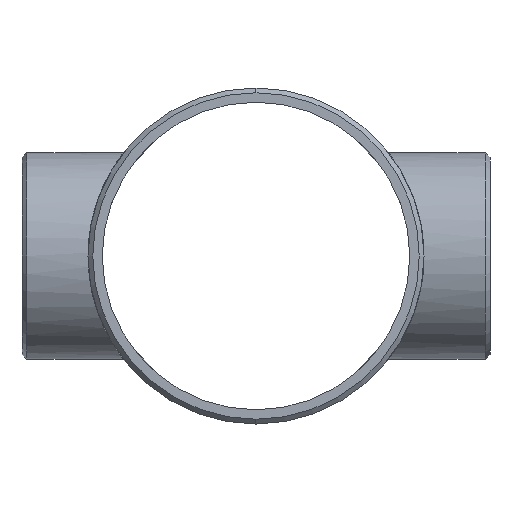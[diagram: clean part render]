
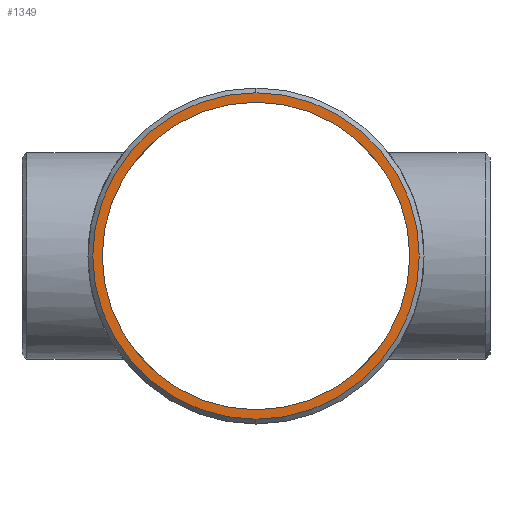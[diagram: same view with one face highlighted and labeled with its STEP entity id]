
A CAD part, left-side view. The second image highlights one B-rep face of the part: STEP entity #1349.
In plain terms, the highlighted planar face has unit normal (-1, 0, 0).
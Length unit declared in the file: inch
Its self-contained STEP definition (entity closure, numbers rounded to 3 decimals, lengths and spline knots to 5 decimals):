
#70 = EDGE_CURVE ( 'NONE', #1343, #647, #110, .T. ) ;
#83 = ORIENTED_EDGE ( 'NONE', *, *, #911, .T. ) ;
#110 = CIRCLE ( 'NONE', #1107, 6.406 ) ;
#115 = DIRECTION ( 'NONE',  ( -1., 0., 0. ) ) ;
#145 = DIRECTION ( 'NONE',  ( 0., 0., 1. ) ) ;
#148 = CARTESIAN_POINT ( 'NONE',  ( -11., 0., 6.802 ) ) ;
#156 = ORIENTED_EDGE ( 'NONE', *, *, #448, .T. ) ;
#168 = AXIS2_PLACEMENT_3D ( 'NONE', #697, #115, #1079 ) ;
#192 = DIRECTION ( 'NONE',  ( 0., 0., 1. ) ) ;
#206 = DIRECTION ( 'NONE',  ( 1., 0., 0. ) ) ;
#228 = PLANE ( 'NONE',  #168 ) ;
#236 = AXIS2_PLACEMENT_3D ( 'NONE', #436, #547, #1382 ) ;
#341 = FACE_BOUND ( 'NONE', #1049, .T. ) ;
#358 = CARTESIAN_POINT ( 'NONE',  ( -11., 0., -6.802 ) ) ;
#384 = CIRCLE ( 'NONE', #236, 6.802 ) ;
#395 = DIRECTION ( 'NONE',  ( 1., 0., 0. ) ) ;
#436 = CARTESIAN_POINT ( 'NONE',  ( -11., 0., 0. ) ) ;
#448 = EDGE_CURVE ( 'NONE', #1290, #1423, #384, .T. ) ;
#547 = DIRECTION ( 'NONE',  ( -1., 0., 0. ) ) ;
#554 = CARTESIAN_POINT ( 'NONE',  ( -11., 0., 6.406 ) ) ;
#581 = CIRCLE ( 'NONE', #1436, 6.406 ) ;
#622 = EDGE_LOOP ( 'NONE', ( #952, #156 ) ) ;
#647 = VERTEX_POINT ( 'NONE', #554 ) ;
#663 = CARTESIAN_POINT ( 'NONE',  ( -11., 0., 0. ) ) ;
#697 = CARTESIAN_POINT ( 'NONE',  ( -11., 0., 0. ) ) ;
#832 = DIRECTION ( 'NONE',  ( -1., 0., 0. ) ) ;
#860 = CARTESIAN_POINT ( 'NONE',  ( -11., 0., 0. ) ) ;
#887 = ORIENTED_EDGE ( 'NONE', *, *, #70, .T. ) ;
#911 = EDGE_CURVE ( 'NONE', #647, #1343, #581, .T. ) ;
#942 = CARTESIAN_POINT ( 'NONE',  ( -11., 0., -6.406 ) ) ;
#952 = ORIENTED_EDGE ( 'NONE', *, *, #1489, .T. ) ;
#994 = DIRECTION ( 'NONE',  ( 0., 0., 1. ) ) ;
#1038 = CIRCLE ( 'NONE', #1059, 6.802 ) ;
#1049 = EDGE_LOOP ( 'NONE', ( #83, #887 ) ) ;
#1059 = AXIS2_PLACEMENT_3D ( 'NONE', #860, #832, #145 ) ;
#1079 = DIRECTION ( 'NONE',  ( 0., 0., -1. ) ) ;
#1107 = AXIS2_PLACEMENT_3D ( 'NONE', #1195, #395, #994 ) ;
#1195 = CARTESIAN_POINT ( 'NONE',  ( -11., 0., 0. ) ) ;
#1290 = VERTEX_POINT ( 'NONE', #148 ) ;
#1343 = VERTEX_POINT ( 'NONE', #942 ) ;
#1349 = ADVANCED_FACE ( 'NONE', ( #1393, #341 ), #228, .T. ) ;
#1382 = DIRECTION ( 'NONE',  ( 0., 0., 1. ) ) ;
#1393 = FACE_OUTER_BOUND ( 'NONE', #622, .T. ) ;
#1423 = VERTEX_POINT ( 'NONE', #358 ) ;
#1436 = AXIS2_PLACEMENT_3D ( 'NONE', #663, #206, #192 ) ;
#1489 = EDGE_CURVE ( 'NONE', #1423, #1290, #1038, .T. ) ;
